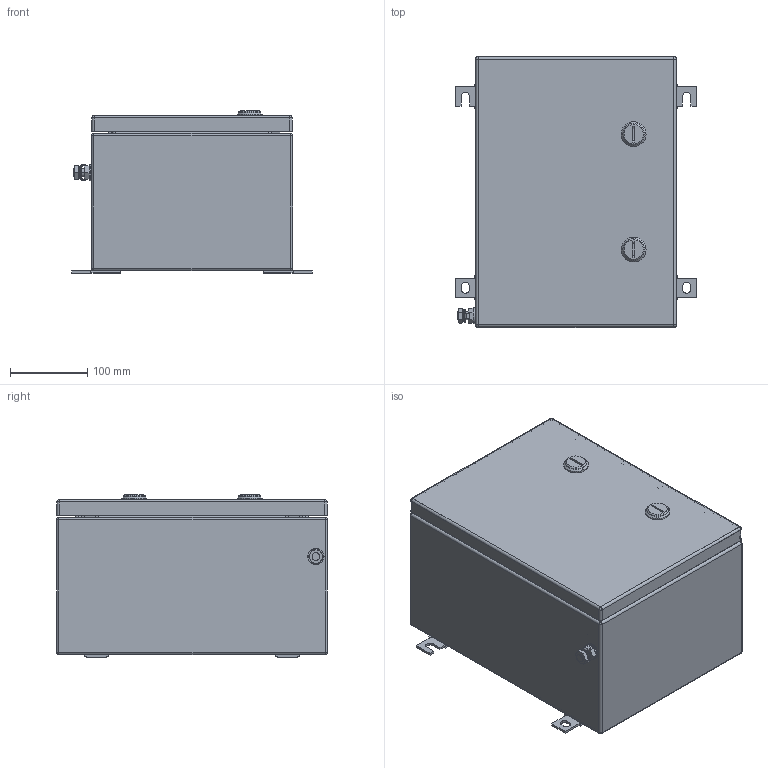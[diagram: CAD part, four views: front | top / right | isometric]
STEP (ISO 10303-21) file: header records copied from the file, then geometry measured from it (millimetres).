
FILE_DESCRIPTION(('CATIA V5 STEP Exchange','CAx-IF Rec.Pracs.--- Model Styling and Organization---1.4--- 2014-01-23'),'2;1');
FILE_NAME ('008789-7_5_1200160000_1200160000.stp','2022-10-04T05:45:41+00:00',('none'),('Weidmueller'),'CATIA Version 5-6 Release 2016 SP3 HF44','CATIA V5 STEP AP214','none');
FILE_SCHEMA(('AUTOMOTIVE_DESIGN { 1 0 10303 214 1 1 1 1 }'));
Length unit declared in the file: millimetre
Products named in the file (1): 1200160000
Bounding box: 311 x 350 x 209.8 mm (x, y, z)
Volume: 798047.9 mm3; surface area: 999197.5 mm2
Topology: 45 solids, 47 shells, 967 faces, 2260 edges, 1400 vertices
Faces by surface type: plane 475, cylinder 338, cone 100, sphere 24, torus 22, bspline 8
Entity records: 26401 total; most frequent: CARTESIAN_POINT 5529, ORIENTED_EDGE 4448, DIRECTION 3563, EDGE_CURVE 2224, AXIS2_PLACEMENT_3D 1493, VERTEX_POINT 1400, VECTOR 1312, LINE 1312
